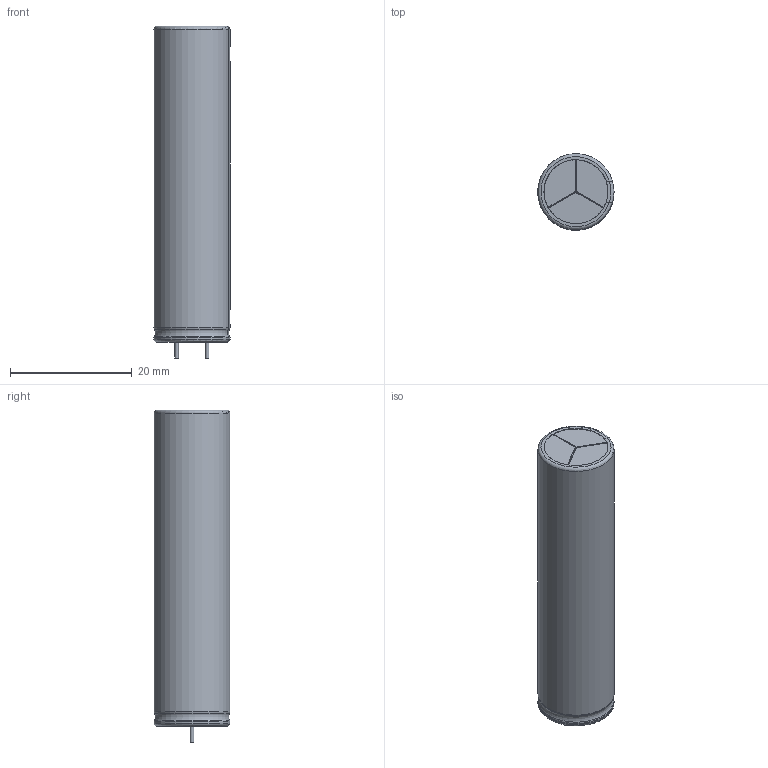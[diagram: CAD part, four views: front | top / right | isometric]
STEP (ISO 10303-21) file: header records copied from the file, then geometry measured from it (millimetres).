
FILE_DESCRIPTION(/* description */ (''),/* implementation_level */ '2;1');
FILE_NAME(/* name */ 'CAP ALTH D12.5 L5 H52.step',/* time_stamp */ '2022-07-03T00:05:22+01:00',/* author */ (''),/* organization */ (''),/* preprocessor_version */ 'ST-DEVELOPER v19',/* originating_system */ 'Autodesk Translation Framework v11.7.0.108',/* authorisation */ '');
FILE_SCHEMA (('AUTOMOTIVE_DESIGN { 1 0 10303 214 3 1 1 }'));
Length unit declared in the file: millimetre
Products named in the file (1): CAP ALTH D12.5 L5 H52
Bounding box: 12.48 x 12.47 x 54.5 mm (x, y, z)
Volume: 6351.3 mm3; surface area: 2286.9 mm2
Topology: 1 solids, 1 shells, 49 faces, 119 edges, 78 vertices
Faces by surface type: plane 19, cylinder 15, torus 14, cone 1
Full cylindrical faces by diameter (mm): 0.6 x2, 10.5 x1
Entity records: 1640 total; most frequent: CARTESIAN_POINT 397, DIRECTION 263, ORIENTED_EDGE 238, EDGE_CURVE 119, AXIS2_PLACEMENT_3D 116, VERTEX_POINT 78, CIRCLE 60, EDGE_LOOP 55
